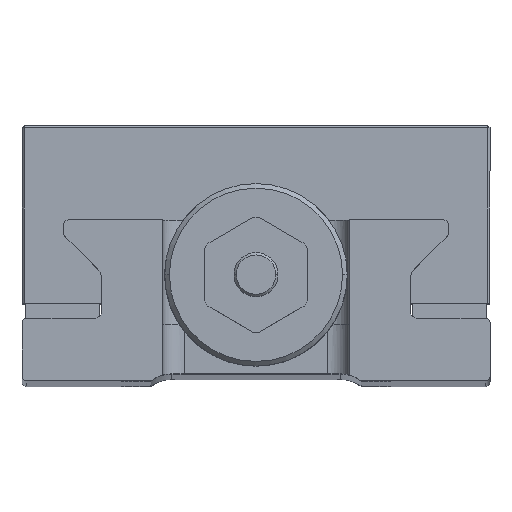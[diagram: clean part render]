
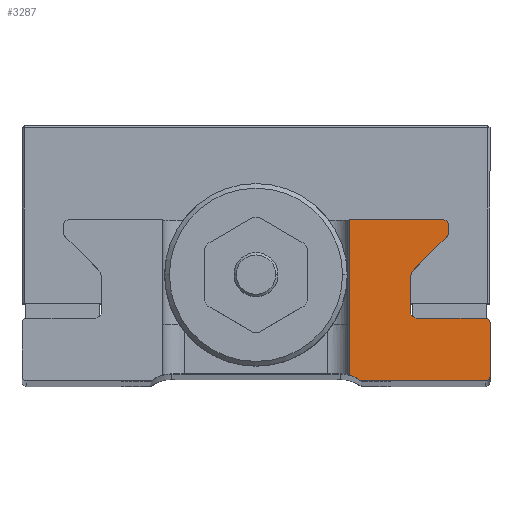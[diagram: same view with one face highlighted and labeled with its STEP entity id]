
A CAD part, top view. The second image highlights one B-rep face of the part: STEP entity #3287.
In plain terms, the highlighted planar face has unit normal (0, 0, 1).
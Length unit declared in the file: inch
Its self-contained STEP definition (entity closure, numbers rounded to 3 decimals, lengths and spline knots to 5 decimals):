
#28 = AXIS2_PLACEMENT_3D ( 'NONE', #330, #3273, #4547 ) ;
#41 = AXIS2_PLACEMENT_3D ( 'NONE', #5813, #9300, #8681 ) ;
#167 = VECTOR ( 'NONE', #2502, 39.37008 ) ;
#238 = VERTEX_POINT ( 'NONE', #3542 ) ;
#259 = EDGE_CURVE ( 'NONE', #238, #6288, #1871, .T. ) ;
#288 = LINE ( 'NONE', #6120, #2034 ) ;
#330 = CARTESIAN_POINT ( 'NONE',  ( 1., 0., 9.948 ) ) ;
#392 = DIRECTION ( 'NONE',  ( 0., -1., 0. ) ) ;
#453 = CARTESIAN_POINT ( 'NONE',  ( 0.8225, 0.65064, 9.948 ) ) ;
#538 = EDGE_CURVE ( 'NONE', #1121, #620, #7679, .T. ) ;
#549 = DIRECTION ( 'NONE',  ( 0., -1., 0. ) ) ;
#579 = CIRCLE ( 'NONE', #8622, 0.02 ) ;
#600 = CARTESIAN_POINT ( 'NONE',  ( 0.69, 0.298, 9.948 ) ) ;
#620 = VERTEX_POINT ( 'NONE', #691 ) ;
#691 = CARTESIAN_POINT ( 'NONE',  ( 0.8225, 0.668, 9.948 ) ) ;
#743 = ORIENTED_EDGE ( 'NONE', *, *, #4237, .F. ) ;
#817 = DIRECTION ( 'NONE',  ( 0., 0., -1. ) ) ;
#861 = VERTEX_POINT ( 'NONE', #1105 ) ;
#1024 = LINE ( 'NONE', #2547, #167 ) ;
#1082 = FACE_OUTER_BOUND ( 'NONE', #2641, .T. ) ;
#1094 = LINE ( 'NONE', #6978, #8505 ) ;
#1105 = CARTESIAN_POINT ( 'NONE',  ( 0.66, 0.43765, 9.948 ) ) ;
#1121 = VERTEX_POINT ( 'NONE', #2998 ) ;
#1196 = CARTESIAN_POINT ( 'NONE',  ( 0.66, 0.298, 9.948 ) ) ;
#1216 = DIRECTION ( 'NONE',  ( 0., 0., 1. ) ) ;
#1241 = EDGE_CURVE ( 'NONE', #861, #2169, #1094, .T. ) ;
#1313 = CARTESIAN_POINT ( 'NONE',  ( 0.7, 0., 9.948 ) ) ;
#1484 = AXIS2_PLACEMENT_3D ( 'NONE', #600, #1216, #6200 ) ;
#1505 = DIRECTION ( 'NONE',  ( -1., 0., 0. ) ) ;
#1668 = EDGE_CURVE ( 'NONE', #3876, #861, #5618, .T. ) ;
#1690 = DIRECTION ( 'NONE',  ( 0., 0., 1. ) ) ;
#1705 = EDGE_CURVE ( 'NONE', #2905, #6288, #1024, .T. ) ;
#1760 = VECTOR ( 'NONE', #8558, 39.37008 ) ;
#1807 = DIRECTION ( 'NONE',  ( 0., 0., 1. ) ) ;
#1871 = CIRCLE ( 'NONE', #41, 0.02 ) ;
#2034 = VECTOR ( 'NONE', #5980, 39.37008 ) ;
#2055 = EDGE_CURVE ( 'NONE', #4263, #3336, #2353, .T. ) ;
#2102 = ORIENTED_EDGE ( 'NONE', *, *, #6369, .T. ) ;
#2138 = CARTESIAN_POINT ( 'NONE',  ( 0.81664, 0.61914, 9.948 ) ) ;
#2160 = VECTOR ( 'NONE', #3014, 39.37008 ) ;
#2169 = VERTEX_POINT ( 'NONE', #1196 ) ;
#2212 = LINE ( 'NONE', #1313, #4565 ) ;
#2353 = LINE ( 'NONE', #5194, #2160 ) ;
#2502 = DIRECTION ( 'NONE',  ( 0., -1., 0. ) ) ;
#2547 = CARTESIAN_POINT ( 'NONE',  ( 1., 0.344, 9.948 ) ) ;
#2550 = CIRCLE ( 'NONE', #1484, 0.03 ) ;
#2560 = CARTESIAN_POINT ( 'NONE',  ( 0.98, 0.268, 9.948 ) ) ;
#2641 = EDGE_LOOP ( 'NONE', ( #7987, #5611, #6707, #2102, #3002, #4175, #3260, #7196, #743, #5672, #8295, #4887, #5008, #4218, #2712 ) ) ;
#2712 = ORIENTED_EDGE ( 'NONE', *, *, #6932, .F. ) ;
#2813 = CARTESIAN_POINT ( 'NONE',  ( 0.67757, 0.48007, 9.948 ) ) ;
#2838 = VERTEX_POINT ( 'NONE', #6594 ) ;
#2905 = VERTEX_POINT ( 'NONE', #7449 ) ;
#2998 = CARTESIAN_POINT ( 'NONE',  ( 0.8225, 0.63328, 9.948 ) ) ;
#3002 = ORIENTED_EDGE ( 'NONE', *, *, #2055, .F. ) ;
#3014 = DIRECTION ( 'NONE',  ( 1., 0., 0. ) ) ;
#3260 = ORIENTED_EDGE ( 'NONE', *, *, #1241, .F. ) ;
#3273 = DIRECTION ( 'NONE',  ( 0., 0., -1. ) ) ;
#3287 = ADVANCED_FACE ( 'NONE', ( #1082 ), #5359, .F. ) ;
#3316 = DIRECTION ( 'NONE',  ( -1., 0., 0. ) ) ;
#3336 = VERTEX_POINT ( 'NONE', #2560 ) ;
#3341 = DIRECTION ( 'NONE',  ( 0., 1., 0. ) ) ;
#3395 = CIRCLE ( 'NONE', #3852, 0.15 ) ;
#3449 = EDGE_CURVE ( 'NONE', #238, #9297, #2212, .T. ) ;
#3542 = CARTESIAN_POINT ( 'NONE',  ( 0.98, 0., 9.948 ) ) ;
#3704 = CARTESIAN_POINT ( 'NONE',  ( 0.4, 0.02457, 9.948 ) ) ;
#3803 = DIRECTION ( 'NONE',  ( -1., 0., 0. ) ) ;
#3812 = CIRCLE ( 'NONE', #6552, 0.02 ) ;
#3852 = AXIS2_PLACEMENT_3D ( 'NONE', #4328, #5132, #7388 ) ;
#3875 = CARTESIAN_POINT ( 'NONE',  ( 0.72, 0.43765, 9.948 ) ) ;
#3876 = VERTEX_POINT ( 'NONE', #2813 ) ;
#3901 = CARTESIAN_POINT ( 'NONE',  ( 0.4, 0.688, 9.948 ) ) ;
#3935 = EDGE_CURVE ( 'NONE', #6218, #620, #3812, .T. ) ;
#4141 = LINE ( 'NONE', #7867, #6367 ) ;
#4175 = ORIENTED_EDGE ( 'NONE', *, *, #8519, .F. ) ;
#4218 = ORIENTED_EDGE ( 'NONE', *, *, #4920, .T. ) ;
#4237 = EDGE_CURVE ( 'NONE', #2838, #3876, #4881, .T. ) ;
#4263 = VERTEX_POINT ( 'NONE', #7130 ) ;
#4328 = CARTESIAN_POINT ( 'NONE',  ( 0.36, -0.12, 9.948 ) ) ;
#4368 = CARTESIAN_POINT ( 'NONE',  ( 0.8025, 0.668, 9.948 ) ) ;
#4547 = DIRECTION ( 'NONE',  ( -1., 0., 0. ) ) ;
#4565 = VECTOR ( 'NONE', #7917, 39.37008 ) ;
#4579 = DIRECTION ( 'NONE',  ( -1., 0., 0. ) ) ;
#4601 = VECTOR ( 'NONE', #3341, 39.37008 ) ;
#4881 = LINE ( 'NONE', #2138, #1760 ) ;
#4887 = ORIENTED_EDGE ( 'NONE', *, *, #3935, .F. ) ;
#4904 = CIRCLE ( 'NONE', #8718, 0.02 ) ;
#4920 = EDGE_CURVE ( 'NONE', #5852, #6205, #4141, .T. ) ;
#5008 = ORIENTED_EDGE ( 'NONE', *, *, #7940, .T. ) ;
#5132 = DIRECTION ( 'NONE',  ( 0., 0., 1. ) ) ;
#5194 = CARTESIAN_POINT ( 'NONE',  ( 0.7, 0.268, 9.948 ) ) ;
#5359 = PLANE ( 'NONE',  #28 ) ;
#5611 = ORIENTED_EDGE ( 'NONE', *, *, #259, .T. ) ;
#5618 = CIRCLE ( 'NONE', #6997, 0.06 ) ;
#5672 = ORIENTED_EDGE ( 'NONE', *, *, #8761, .T. ) ;
#5813 = CARTESIAN_POINT ( 'NONE',  ( 0.98, 0.02, 9.948 ) ) ;
#5852 = VERTEX_POINT ( 'NONE', #3901 ) ;
#5979 = CARTESIAN_POINT ( 'NONE',  ( 1., 0.02, 9.948 ) ) ;
#5980 = DIRECTION ( 'NONE',  ( -1., 0., 0. ) ) ;
#6120 = CARTESIAN_POINT ( 'NONE',  ( 0.51125, 0.688, 9.948 ) ) ;
#6200 = DIRECTION ( 'NONE',  ( -1., 0., 0. ) ) ;
#6205 = VERTEX_POINT ( 'NONE', #3704 ) ;
#6218 = VERTEX_POINT ( 'NONE', #8564 ) ;
#6288 = VERTEX_POINT ( 'NONE', #5979 ) ;
#6367 = VECTOR ( 'NONE', #549, 39.37008 ) ;
#6369 = EDGE_CURVE ( 'NONE', #2905, #3336, #4904, .T. ) ;
#6552 = AXIS2_PLACEMENT_3D ( 'NONE', #4368, #817, #3803 ) ;
#6594 = CARTESIAN_POINT ( 'NONE',  ( 0.81664, 0.61914, 9.948 ) ) ;
#6707 = ORIENTED_EDGE ( 'NONE', *, *, #1705, .F. ) ;
#6773 = DIRECTION ( 'NONE',  ( 0., 0., 1. ) ) ;
#6932 = EDGE_CURVE ( 'NONE', #9297, #6205, #3395, .T. ) ;
#6978 = CARTESIAN_POINT ( 'NONE',  ( 0.66, 0.344, 9.948 ) ) ;
#6997 = AXIS2_PLACEMENT_3D ( 'NONE', #3875, #6773, #1505 ) ;
#7130 = CARTESIAN_POINT ( 'NONE',  ( 0.69, 0.268, 9.948 ) ) ;
#7196 = ORIENTED_EDGE ( 'NONE', *, *, #1668, .F. ) ;
#7388 = DIRECTION ( 'NONE',  ( -1., 0., 0. ) ) ;
#7449 = CARTESIAN_POINT ( 'NONE',  ( 1., 0.248, 9.948 ) ) ;
#7679 = LINE ( 'NONE', #453, #4601 ) ;
#7695 = CARTESIAN_POINT ( 'NONE',  ( 0.45, 0., 9.948 ) ) ;
#7867 = CARTESIAN_POINT ( 'NONE',  ( 0.4, 0.35628, 9.948 ) ) ;
#7917 = DIRECTION ( 'NONE',  ( -1., 0., 0. ) ) ;
#7940 = EDGE_CURVE ( 'NONE', #6218, #5852, #288, .T. ) ;
#7987 = ORIENTED_EDGE ( 'NONE', *, *, #3449, .F. ) ;
#8197 = CARTESIAN_POINT ( 'NONE',  ( 0.8025, 0.63328, 9.948 ) ) ;
#8295 = ORIENTED_EDGE ( 'NONE', *, *, #538, .T. ) ;
#8505 = VECTOR ( 'NONE', #392, 39.37008 ) ;
#8519 = EDGE_CURVE ( 'NONE', #2169, #4263, #2550, .T. ) ;
#8558 = DIRECTION ( 'NONE',  ( -0.707, -0.707, 0. ) ) ;
#8564 = CARTESIAN_POINT ( 'NONE',  ( 0.8025, 0.688, 9.948 ) ) ;
#8622 = AXIS2_PLACEMENT_3D ( 'NONE', #8197, #1690, #4579 ) ;
#8681 = DIRECTION ( 'NONE',  ( -1., 0., 0. ) ) ;
#8718 = AXIS2_PLACEMENT_3D ( 'NONE', #9078, #1807, #3316 ) ;
#8761 = EDGE_CURVE ( 'NONE', #2838, #1121, #579, .T. ) ;
#9078 = CARTESIAN_POINT ( 'NONE',  ( 0.98, 0.248, 9.948 ) ) ;
#9297 = VERTEX_POINT ( 'NONE', #7695 ) ;
#9300 = DIRECTION ( 'NONE',  ( 0., 0., 1. ) ) ;
